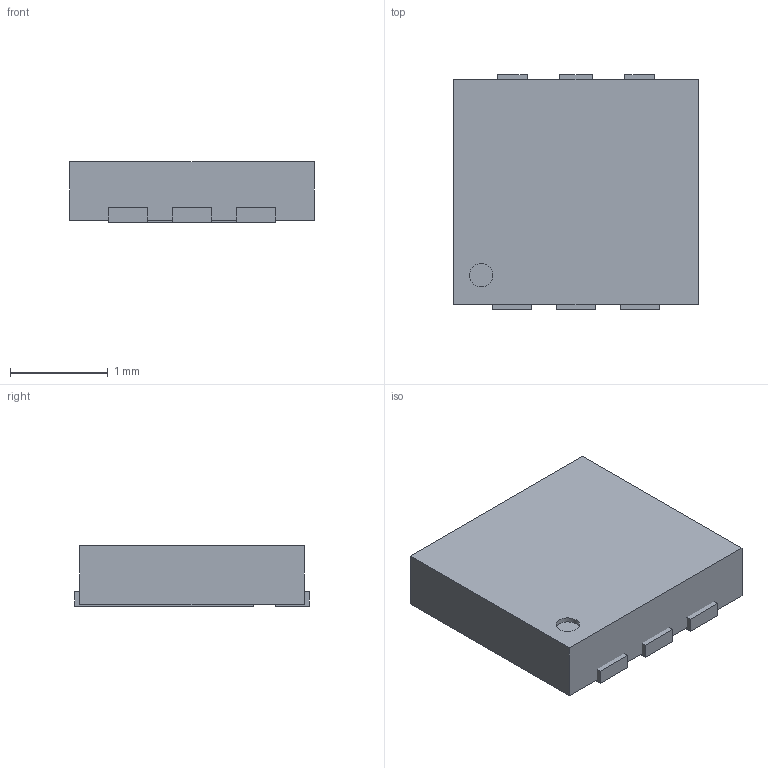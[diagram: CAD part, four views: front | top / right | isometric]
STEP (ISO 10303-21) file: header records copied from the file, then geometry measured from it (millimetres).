
FILE_DESCRIPTION(('FreeCAD Model'),'2;1');
FILE_NAME('DFN-2523-6.step', '2016-06-14T11:08:53',('Author'),(''), 'Open CASCADE STEP processor 6.8','FreeCAD','Unknown');
FILE_SCHEMA(('AUTOMOTIVE_DESIGN_CC2 { 1 2 10303 214 -1 1 5 4 }'));
Length unit declared in the file: inch
Products named in the file (3): ASSEMBLY; body; pads
Assembly tree (2 placements, depth 2):
  ASSEMBLY
    body
    pads
Bounding box: 2.5 x 2.4 x 0.62 mm (x, y, z)
Surface area: 25.5 mm2
Topology: 5 solids, 5 shells, 40 faces, 87 edges, 58 vertices
Faces by surface type: plane 39, cylinder 1
Full cylindrical faces by diameter (mm): 0.24 x1
Entity records: 2348 total; most frequent: CARTESIAN_POINT 368, DIRECTION 348, LINE 257, VECTOR 257, ORIENTED_EDGE 174, PCURVE 174, DEFINITIONAL_REPRESENTATION 174, EDGE_CURVE 87
